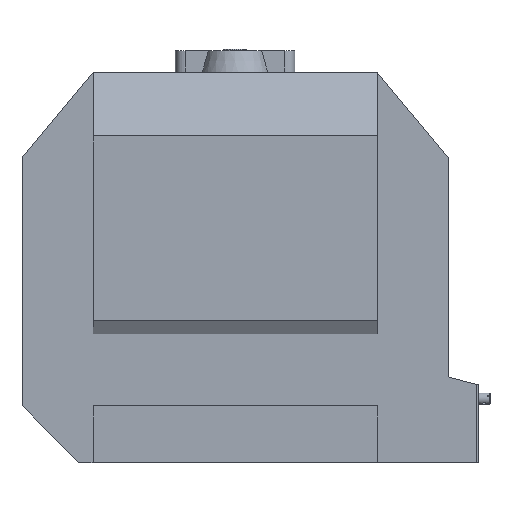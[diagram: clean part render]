
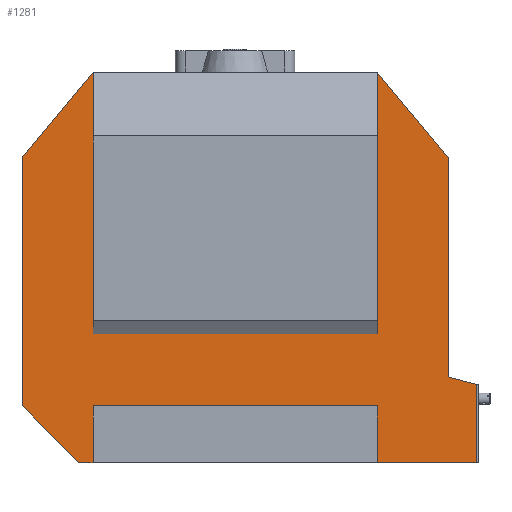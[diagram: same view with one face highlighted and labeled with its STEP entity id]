
A CAD part, front view. The second image highlights one B-rep face of the part: STEP entity #1281.
In plain terms, the highlighted planar face has unit normal (0, -1, 0).
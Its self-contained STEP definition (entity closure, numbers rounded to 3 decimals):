
#1281=ADVANCED_FACE('',(#8931),#8933,.F.);
#8931=FACE_BOUND('',#8932,.T.);
#8932=EDGE_LOOP('',(#15160,#15161,#15162,#15163,#15164,#15165,#15166,#15167,#15168,
#15169,#15170,#15171,#15172,#15173,#15174));
#8933=PLANE('',#8934);
#8934=AXIS2_PLACEMENT_3D('',#8935,#8936,#8937);
#8935=CARTESIAN_POINT('',(-150.,-55.,-97.5));
#8936=DIRECTION('',(0.,1.,0.));
#8937=DIRECTION('',(0.,0.,1.));
#15160=ORIENTED_EDGE('',*,*,#19412,.F.);
#15161=ORIENTED_EDGE('',*,*,#19356,.F.);
#15162=ORIENTED_EDGE('',*,*,#19411,.T.);
#15163=ORIENTED_EDGE('',*,*,#19413,.T.);
#15164=ORIENTED_EDGE('',*,*,#19414,.F.);
#15165=ORIENTED_EDGE('',*,*,#19364,.F.);
#15166=ORIENTED_EDGE('',*,*,#19415,.T.);
#15167=ORIENTED_EDGE('',*,*,#19416,.T.);
#15168=ORIENTED_EDGE('',*,*,#19417,.F.);
#15169=ORIENTED_EDGE('',*,*,#19418,.F.);
#15170=ORIENTED_EDGE('',*,*,#19419,.F.);
#15171=ORIENTED_EDGE('',*,*,#19420,.F.);
#15172=ORIENTED_EDGE('',*,*,#19421,.T.);
#15173=ORIENTED_EDGE('',*,*,#19422,.F.);
#15174=ORIENTED_EDGE('',*,*,#19423,.F.);
#19356=EDGE_CURVE('',#21519,#21521,#21522,.F.);
#19364=EDGE_CURVE('',#21535,#21537,#21538,.F.);
#19411=EDGE_CURVE('',#21519,#21610,#21612,.T.);
#19412=EDGE_CURVE('',#21521,#21613,#21614,.T.);
#19413=EDGE_CURVE('',#21610,#21615,#21616,.T.);
#19414=EDGE_CURVE('',#21537,#21615,#21617,.T.);
#19415=EDGE_CURVE('',#21535,#21618,#21619,.F.);
#19416=EDGE_CURVE('',#21618,#21620,#21621,.F.);
#19417=EDGE_CURVE('',#21622,#21620,#21623,.F.);
#19418=EDGE_CURVE('',#21624,#21622,#21625,.T.);
#19419=EDGE_CURVE('',#21626,#21624,#21627,.T.);
#19420=EDGE_CURVE('',#21628,#21626,#21629,.T.);
#19421=EDGE_CURVE('',#21628,#21630,#21631,.T.);
#19422=EDGE_CURVE('',#21632,#21630,#21633,.T.);
#19423=EDGE_CURVE('',#21613,#21632,#21634,.F.);
#21519=VERTEX_POINT('',#25169);
#21521=VERTEX_POINT('',#25173);
#21522=LINE('',#25174,#25175);
#21535=VERTEX_POINT('',#25201);
#21537=VERTEX_POINT('',#25205);
#21538=LINE('',#25206,#25207);
#21610=VERTEX_POINT('',#25385);
#21612=LINE('',#25389,#25390);
#21613=VERTEX_POINT('',#25392);
#21614=LINE('',#25393,#25394);
#21615=VERTEX_POINT('',#25396);
#21616=LINE('',#25397,#25398);
#21617=LINE('',#25400,#25401);
#21618=VERTEX_POINT('',#25403);
#21619=LINE('',#25404,#25405);
#21620=VERTEX_POINT('',#25407);
#21621=LINE('',#25408,#25409);
#21622=VERTEX_POINT('',#25411);
#21623=LINE('',#25412,#25413);
#21624=VERTEX_POINT('',#25415);
#21625=LINE('',#25416,#25417);
#21626=VERTEX_POINT('',#25419);
#21627=LINE('',#25420,#25421);
#21628=VERTEX_POINT('',#25423);
#21629=LINE('',#25424,#25425);
#21630=VERTEX_POINT('',#25427);
#21631=LINE('',#25428,#25429);
#21632=VERTEX_POINT('',#25431);
#21633=LINE('',#25432,#25433);
#21634=LINE('',#25435,#25436);
#25169=CARTESIAN_POINT('',(-100.,-55.,-137.5));
#25173=CARTESIAN_POINT('',(-110.,-55.,-137.5));
#25174=CARTESIAN_POINT('',(-110.,-55.,-137.5));
#25175=VECTOR('',#25176,1.);
#25176=DIRECTION('',(1.,0.,0.));
#25201=CARTESIAN_POINT('',(170.,-55.,-137.5));
#25205=CARTESIAN_POINT('',(100.,-55.,-137.5));
#25206=CARTESIAN_POINT('',(100.,-55.,-137.5));
#25207=VECTOR('',#25208,1.);
#25208=DIRECTION('',(1.,0.,0.));
#25385=CARTESIAN_POINT('',(-100.,-55.,-97.5));
#25389=CARTESIAN_POINT('',(-100.,-55.,-137.5));
#25390=VECTOR('',#25391,1.);
#25391=DIRECTION('',(0.,0.,1.));
#25392=CARTESIAN_POINT('',(-150.,-55.,-97.5));
#25393=CARTESIAN_POINT('',(-110.,-55.,-137.5));
#25394=VECTOR('',#25395,1.);
#25395=DIRECTION('',(-0.707,0.,0.707));
#25396=CARTESIAN_POINT('',(100.,-55.,-97.5));
#25397=CARTESIAN_POINT('',(-100.,-55.,-97.5));
#25398=VECTOR('',#25399,1.);
#25399=DIRECTION('',(1.,0.,0.));
#25400=CARTESIAN_POINT('',(100.,-55.,-137.5));
#25401=VECTOR('',#25402,1.);
#25402=DIRECTION('',(0.,0.,1.));
#25403=CARTESIAN_POINT('',(170.,-55.,-82.5));
#25404=CARTESIAN_POINT('',(170.,-55.,-82.5));
#25405=VECTOR('',#25406,1.);
#25406=DIRECTION('',(0.,0.,-1.));
#25407=CARTESIAN_POINT('',(150.,-55.,-77.141));
#25408=CARTESIAN_POINT('',(150.,-55.,-77.141));
#25409=VECTOR('',#25410,1.);
#25410=DIRECTION('',(0.966,0.,-0.259));
#25411=CARTESIAN_POINT('',(150.,-55.,77.5));
#25412=CARTESIAN_POINT('',(150.,-55.,-77.141));
#25413=VECTOR('',#25414,1.);
#25414=DIRECTION('',(0.,0.,1.));
#25415=CARTESIAN_POINT('',(100.,-55.,137.5));
#25416=CARTESIAN_POINT('',(100.,-55.,137.5));
#25417=VECTOR('',#25418,1.);
#25418=DIRECTION('',(0.64,0.,-0.768));
#25419=CARTESIAN_POINT('',(100.,-55.,-46.878));
#25420=CARTESIAN_POINT('',(100.,-55.,-46.878));
#25421=VECTOR('',#25422,1.);
#25422=DIRECTION('',(0.,0.,1.));
#25423=CARTESIAN_POINT('',(-100.,-55.,-46.878));
#25424=CARTESIAN_POINT('',(-100.,-55.,-46.878));
#25425=VECTOR('',#25426,1.);
#25426=DIRECTION('',(1.,0.,0.));
#25427=CARTESIAN_POINT('',(-100.,-55.,137.5));
#25428=CARTESIAN_POINT('',(-100.,-55.,-46.878));
#25429=VECTOR('',#25430,1.);
#25430=DIRECTION('',(0.,0.,1.));
#25431=CARTESIAN_POINT('',(-150.,-55.,77.5));
#25432=CARTESIAN_POINT('',(-150.,-55.,77.5));
#25433=VECTOR('',#25434,1.);
#25434=DIRECTION('',(0.64,0.,0.768));
#25435=CARTESIAN_POINT('',(-150.,-55.,77.5));
#25436=VECTOR('',#25437,1.);
#25437=DIRECTION('',(0.,0.,-1.));
